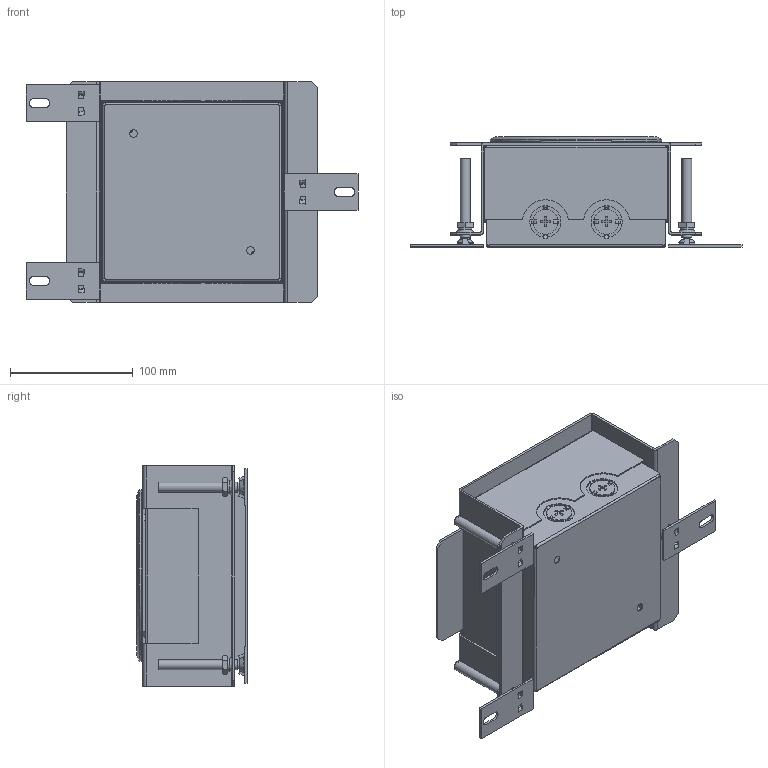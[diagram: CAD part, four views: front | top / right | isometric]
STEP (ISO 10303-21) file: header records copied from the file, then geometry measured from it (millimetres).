
FILE_DESCRIPTION (( 'STEP AP214' ), '1' );
FILE_NAME ('7408845.stp', '2021-03-30T12:34:41', ( '' ), ( '' ), 'SwSTEP 2.0', 'SolidWorks 2020', '' );
FILE_SCHEMA (( 'AUTOMOTIVE_DESIGN' ));
Length unit declared in the file: millimetre
Products named in the file (30): 43505A_Standard; 089400_Standard; 102900_Standard; 088790_Standard; 092262_Standard mit 3 x Durchzug M8 Gewinde; 092280_Standard; 092261_Standard; 044037; 106380; 088062_Standard; 7408845; 102900T1_Standard; 041219_Standard; 092260_Standard; 077655_Standard; 044033; P_0000002001_1_Standard; 044181_Standard; 088787_Standard; 114305_Standard; 041819_L= 70 mm; 088884_Standard; 088885_mit 2fach Steckdose 0o; 093180_Standard mit Mutter; 093180_Standard mit Mutter_3; 097220_Standard; 35014016_Standard; 088046_39406981; 093180_Standard mit Mutter_2; 093181_ohne Nivelliereinheiten
Assembly tree (39 placements, depth 5):
  7408845
    093181_ohne Nivelliereinheiten
      092260_Standard
      092280_Standard
        106380
          092262_Standard mit 3 x Durchzug M8 Gewinde
          P_0000002001_1_Standard  x4
        092261_Standard
        097220_Standard
    088885_mit 2fach Steckdose 0o
      114305_Standard
        088046_39406981
      088062_Standard
      044181_Standard
        044037
        077655_Standard
          044033
      088884_Standard
      102900_Standard
        102900T1_Standard  x2
    089400_Standard
      088787_Standard
      088790_Standard
      43505A_Standard
    093180_Standard mit Mutter
      041219_Standard
      041819_L= 70 mm
      35014016_Standard
    093180_Standard mit Mutter_2
      041219_Standard
      041819_L= 70 mm
      35014016_Standard
    093180_Standard mit Mutter_3
      041219_Standard
      041819_L= 70 mm
      35014016_Standard
Bounding box: 271 x 90 x 180 mm (x, y, z)
Volume: 601031.6 mm3; surface area: 600945.2 mm2
Topology: 27 solids, 27 shells, 953 faces, 2510 edges, 1623 vertices
Faces by surface type: plane 605, cylinder 278, cone 40, bspline 30
Full cylindrical faces by diameter (mm): 3 x1, 4 x8, 4.2 x1, 4.5 x8, 5.75 x4, 6.5 x2, 7 x6, 8 x6, 10 x1, 11 x3, 13 x3, 38.4 x2, 101.9 x1, 110 x1, 111.3 x1, 115.3 x1, 116 x1, 120 x1, 122 x1, 122.42 x1, 126.42 x1, 131 x1, 131.6 x1, 140 x1
Entity records: 35781 total; most frequent: CARTESIAN_POINT 6227, DIRECTION 4212, ORIENTED_EDGE 4112, EDGE_CURVE 2056, VECTOR 1442, LINE 1442, AXIS2_PLACEMENT_3D 1385, VERTEX_POINT 1370
